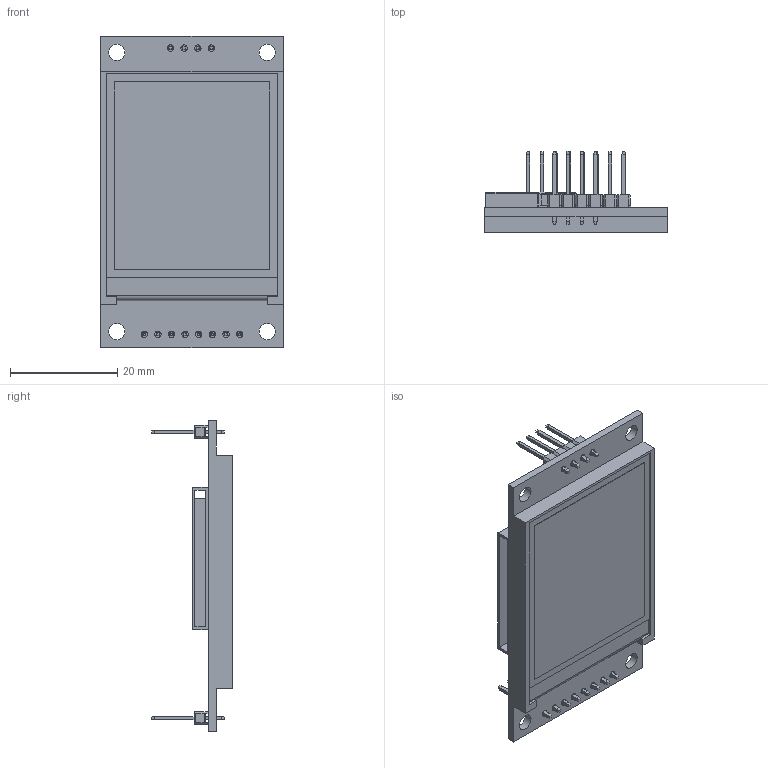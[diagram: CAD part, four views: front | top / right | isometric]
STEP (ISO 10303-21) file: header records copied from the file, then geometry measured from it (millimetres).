
FILE_DESCRIPTION(/* description */ ('STEP AP242','CAx-IF Rec.Pracs.---Representation and Presentation of Product Manufacturing Information (PMI)---4.0---2014-10-13','CAx-IF Rec.Pracs.---3D Tessellated Geometry---0.4---2014-09-14','2;1'),/* implementation_level */ '2;1');
FILE_NAME(/* name */ '67550a408f742f5374b6e787',/* time_stamp */ '2024-12-08T02:53:53Z',/* author */ (''),/* organization */ (''),/* preprocessor_version */ 'ST-DEVELOPER v20',/* originating_system */ 'ONSHAPE BY PTC INC, 1.190',/* authorisation */ ' ');
FILE_SCHEMA (('AP242_MANAGED_MODEL_BASED_3D_ENGINEERING_MIM_LF { 1 0 10303 442 1 1 4 }'));
Length unit declared in the file: metre
Products named in the file (16): LCD; 1x8 Male Pin Header; Part 1; 1x4 Male Pin Header
Assembly tree (15 placements, depth 2):
  LCD
    1x8 Male Pin Header
    1x8 Male Pin Header
    1x8 Male Pin Header
    1x8 Male Pin Header
    Part 1
    1x8 Male Pin Header
    1x8 Male Pin Header
    1x4 Male Pin Header
    1x4 Male Pin Header
    1x8 Male Pin Header
    1x8 Male Pin Header
    1x8 Male Pin Header
    1x4 Male Pin Header
    1x4 Male Pin Header
    1x4 Male Pin Header
Bounding box: 34 x 15.05 x 58 mm (x, y, z)
Volume: 8038.9 mm3; surface area: 6513.8 mm2
Topology: 15 solids, 15 shells, 539 faces, 1386 edges, 878 vertices
Faces by surface type: plane 511, cylinder 25, sphere 3
Full cylindrical faces by diameter (mm): 1.2 x12, 3 x4
Entity records: 16330 total; most frequent: CARTESIAN_POINT 2803, ORIENTED_EDGE 2740, DIRECTION 2531, EDGE_CURVE 1370, LINE 1319, VECTOR 1319, VERTEX_POINT 878, EDGE_LOOP 614
